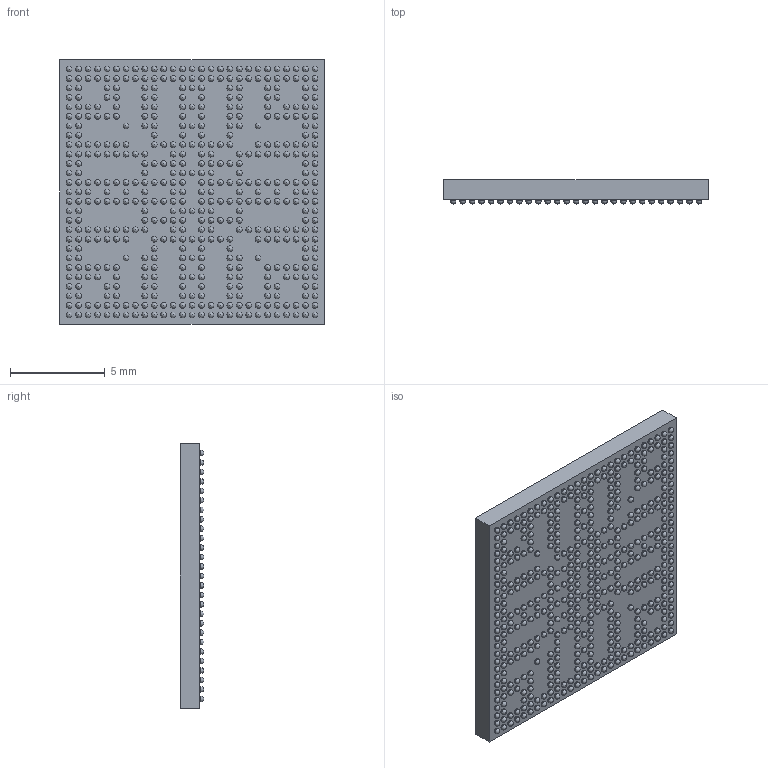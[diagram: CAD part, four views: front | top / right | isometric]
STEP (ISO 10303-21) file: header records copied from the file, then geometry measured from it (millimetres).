
FILE_DESCRIPTION (( 'STEP AP214' ), '1' );
FILE_NAME ('MIMX8MM6DVTLZAA.STEP', '2020-06-22T03:05:43', ( '' ), ( '' ), 'SwSTEP 2.0', 'SolidWorks 2017', '' );
FILE_SCHEMA (( 'AUTOMOTIVE_DESIGN' ));
Length unit declared in the file: millimetre
Products named in the file (1): MIMX8MM6DVTLZAA
Bounding box: 14 x 1.25 x 14 mm (x, y, z)
Volume: 205.8 mm3; surface area: 580.3 mm2
Topology: 488 solids, 488 shells, 1471 faces, 3912 edges, 2932 vertices
Faces by surface type: sphere 972, plane 495, cylinder 4
Entity records: 38763 total; most frequent: DIRECTION 6864, CARTESIAN_POINT 5400, ORIENTED_EDGE 3936, AXIS2_PLACEMENT_3D 3424, EDGE_CURVE 1968, VERTEX_POINT 1960, EDGE_LOOP 1958, CIRCLE 1952
